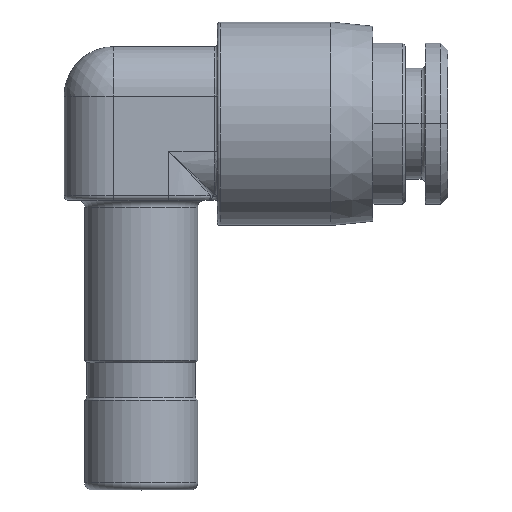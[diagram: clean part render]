
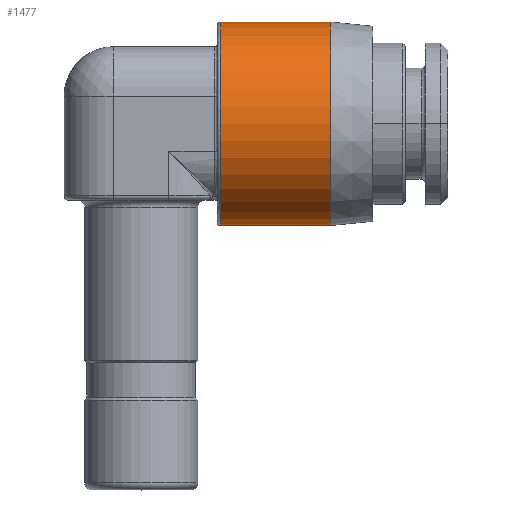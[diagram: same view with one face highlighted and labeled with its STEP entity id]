
A CAD part, top view. The second image highlights one B-rep face of the part: STEP entity #1477.
In plain terms, the highlighted cylindrical face has radius 7.2 mm (diameter 14.4 mm), a partial arc.
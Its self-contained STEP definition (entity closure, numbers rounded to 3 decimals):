
#130=DIRECTION('',(1.,0.,0.));
#131=VECTOR('',#130,7.8);
#132=CARTESIAN_POINT('',(5.6,7.2,0.));
#133=LINE('',#132,#131);
#134=DIRECTION('',(1.,0.,0.));
#135=VECTOR('',#134,7.8);
#136=CARTESIAN_POINT('',(5.6,-7.2,0.));
#137=LINE('',#136,#135);
#138=CARTESIAN_POINT('',(5.6,0.,0.));
#139=DIRECTION('',(-1.,0.,0.));
#140=DIRECTION('',(0.,-1.,0.));
#141=AXIS2_PLACEMENT_3D('',#138,#139,#140);
#161=CARTESIAN_POINT('',(13.4,0.,0.));
#162=DIRECTION('',(1.,0.,0.));
#163=DIRECTION('',(0.,1.,0.));
#164=AXIS2_PLACEMENT_3D('',#161,#162,#163);
#1030=CARTESIAN_POINT('',(13.4,7.2,0.));
#1032=VERTEX_POINT('',#1030);
#1034=CARTESIAN_POINT('',(13.4,-7.2,0.));
#1036=VERTEX_POINT('',#1034);
#1114=CARTESIAN_POINT('',(5.6,7.2,0.));
#1115=VERTEX_POINT('',#1114);
#1120=CARTESIAN_POINT('',(5.6,-7.2,0.));
#1121=VERTEX_POINT('',#1120);
#1463=CARTESIAN_POINT('',(16.95,0.,0.));
#1464=DIRECTION('',(-1.,0.,0.));
#1465=DIRECTION('',(0.,-1.,0.));
#1466=AXIS2_PLACEMENT_3D('',#1463,#1464,#1465);
#1467=CYLINDRICAL_SURFACE('',#1466,7.2);
#1469=ORIENTED_EDGE('',*,*,#1468,.T.);
#1471=ORIENTED_EDGE('',*,*,#1470,.T.);
#1473=ORIENTED_EDGE('',*,*,#1472,.F.);
#1474=ORIENTED_EDGE('',*,*,#1457,.T.);
#1475=EDGE_LOOP('',(#1469,#1471,#1473,#1474));
#1476=FACE_OUTER_BOUND('',#1475,.F.);
#1477=ADVANCED_FACE('',(#1476),#1467,.T.);
#142=CIRCLE('',#141,7.2);
#165=CIRCLE('',#164,7.2);
#1457=EDGE_CURVE('',#1121,#1115,#142,.T.);
#1468=EDGE_CURVE('',#1115,#1032,#133,.T.);
#1470=EDGE_CURVE('',#1032,#1036,#165,.T.);
#1472=EDGE_CURVE('',#1121,#1036,#137,.T.);
